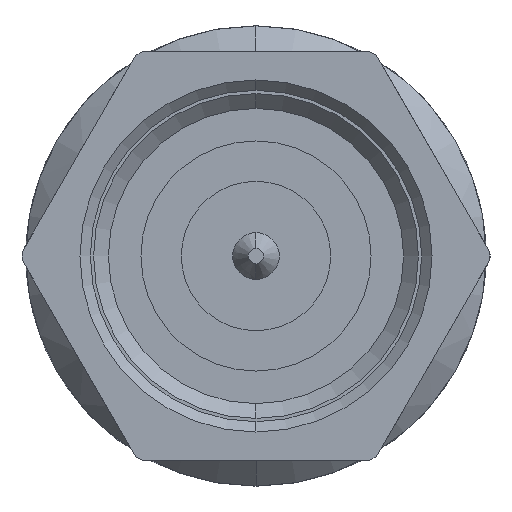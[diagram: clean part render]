
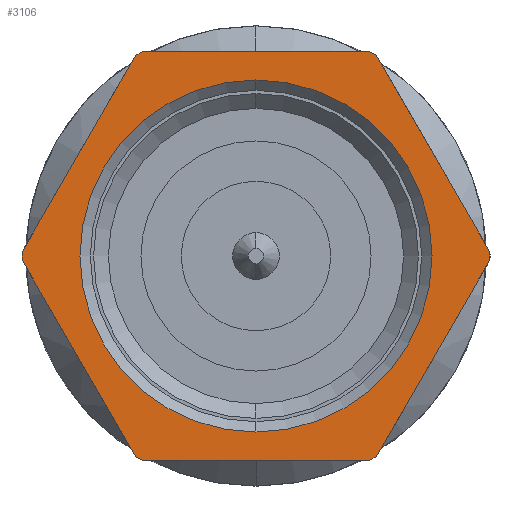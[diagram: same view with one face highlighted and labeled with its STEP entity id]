
A CAD part, left-side view. The second image highlights one B-rep face of the part: STEP entity #3106.
In plain terms, the highlighted planar face has unit normal (-1, 0, 0).
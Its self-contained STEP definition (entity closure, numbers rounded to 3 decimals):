
#77 = CARTESIAN_POINT ( 'NONE',  ( 0., 4.574, -0.077 ) ) ;
#91 = CARTESIAN_POINT ( 'NONE',  ( 0., 0., 3.442 ) ) ;
#155 = DIRECTION ( 'NONE',  ( 1., 0., 0. ) ) ;
#161 = VECTOR ( 'NONE', #2690, 1000. ) ;
#196 = ORIENTED_EDGE ( 'NONE', *, *, #2796, .F. ) ;
#238 = CARTESIAN_POINT ( 'NONE',  ( 0., -3.464, 2. ) ) ;
#258 = ORIENTED_EDGE ( 'NONE', *, *, #2061, .F. ) ;
#267 = CARTESIAN_POINT ( 'NONE',  ( 0., 4.574, 0.077 ) ) ;
#296 = CARTESIAN_POINT ( 'NONE',  ( 0., 0., -3.442 ) ) ;
#391 = CIRCLE ( 'NONE', #2356, 4.575 ) ;
#417 = CARTESIAN_POINT ( 'NONE',  ( 0., -2.354, 3.923 ) ) ;
#438 = LINE ( 'NONE', #2102, #3009 ) ;
#449 = DIRECTION ( 'NONE',  ( 1., 0., 0. ) ) ;
#486 = CARTESIAN_POINT ( 'NONE',  ( 0., 0., 0. ) ) ;
#578 = CIRCLE ( 'NONE', #1797, 4.575 ) ;
#597 = EDGE_CURVE ( 'NONE', #2552, #2042, #391, .T. ) ;
#676 = CIRCLE ( 'NONE', #2980, 4.575 ) ;
#682 = LINE ( 'NONE', #4075, #3364 ) ;
#731 = VERTEX_POINT ( 'NONE', #1526 ) ;
#767 = AXIS2_PLACEMENT_3D ( 'NONE', #486, #2322, #855 ) ;
#780 = CARTESIAN_POINT ( 'NONE',  ( 0., 3.464, 2. ) ) ;
#782 = DIRECTION ( 'NONE',  ( 1., 0., 0. ) ) ;
#819 = VECTOR ( 'NONE', #1988, 1000. ) ;
#855 = DIRECTION ( 'NONE',  ( 0., 0., -1. ) ) ;
#882 = VECTOR ( 'NONE', #3874, 1000. ) ;
#888 = CARTESIAN_POINT ( 'NONE',  ( 0., -4.574, 0.077 ) ) ;
#949 = EDGE_CURVE ( 'NONE', #3523, #731, #3734, .T. ) ;
#1178 = FACE_BOUND ( 'NONE', #3646, .T. ) ;
#1240 = ORIENTED_EDGE ( 'NONE', *, *, #4550, .T. ) ;
#1251 = ORIENTED_EDGE ( 'NONE', *, *, #597, .F. ) ;
#1339 = DIRECTION ( 'NONE',  ( 1., 0., 0. ) ) ;
#1352 = EDGE_CURVE ( 'NONE', #3088, #4054, #2307, .T. ) ;
#1355 = ORIENTED_EDGE ( 'NONE', *, *, #2244, .F. ) ;
#1369 = CARTESIAN_POINT ( 'NONE',  ( 0., 0., 0. ) ) ;
#1462 = VERTEX_POINT ( 'NONE', #1585 ) ;
#1467 = CARTESIAN_POINT ( 'NONE',  ( 0., 2.354, 3.923 ) ) ;
#1471 = LINE ( 'NONE', #780, #4048 ) ;
#1526 = CARTESIAN_POINT ( 'NONE',  ( 0., 2.354, -3.923 ) ) ;
#1585 = CARTESIAN_POINT ( 'NONE',  ( 0., -2.354, -3.923 ) ) ;
#1628 = DIRECTION ( 'NONE',  ( 0., 1., 0. ) ) ;
#1649 = ORIENTED_EDGE ( 'NONE', *, *, #3493, .F. ) ;
#1652 = ORIENTED_EDGE ( 'NONE', *, *, #3992, .F. ) ;
#1718 = DIRECTION ( 'NONE',  ( -1., 0., 0. ) ) ;
#1794 = LINE ( 'NONE', #2128, #882 ) ;
#1797 = AXIS2_PLACEMENT_3D ( 'NONE', #2003, #4464, #2361 ) ;
#1872 = CIRCLE ( 'NONE', #3048, 3.442 ) ;
#1898 = EDGE_CURVE ( 'NONE', #4112, #1462, #438, .T. ) ;
#1956 = DIRECTION ( 'NONE',  ( 1., 0., 0. ) ) ;
#1986 = CARTESIAN_POINT ( 'NONE',  ( 0., 2.221, -4. ) ) ;
#1988 = DIRECTION ( 'NONE',  ( 0., 0.5, 0.866 ) ) ;
#2003 = CARTESIAN_POINT ( 'NONE',  ( 0., 0., 0. ) ) ;
#2042 = VERTEX_POINT ( 'NONE', #267 ) ;
#2061 = EDGE_CURVE ( 'NONE', #731, #2552, #3485, .T. ) ;
#2091 = CIRCLE ( 'NONE', #2498, 4.575 ) ;
#2102 = CARTESIAN_POINT ( 'NONE',  ( 0., -3.464, -2. ) ) ;
#2128 = CARTESIAN_POINT ( 'NONE',  ( 0., 0., 4. ) ) ;
#2161 = VERTEX_POINT ( 'NONE', #888 ) ;
#2225 = VERTEX_POINT ( 'NONE', #2269 ) ;
#2231 = CARTESIAN_POINT ( 'NONE',  ( 0., -4.574, -0.077 ) ) ;
#2242 = CARTESIAN_POINT ( 'NONE',  ( 0., 0., 0. ) ) ;
#2244 = EDGE_CURVE ( 'NONE', #4324, #4400, #1794, .T. ) ;
#2269 = CARTESIAN_POINT ( 'NONE',  ( 0., -2.221, -4. ) ) ;
#2307 = CIRCLE ( 'NONE', #2785, 3.442 ) ;
#2322 = DIRECTION ( 'NONE',  ( 1., 0., 0. ) ) ;
#2356 = AXIS2_PLACEMENT_3D ( 'NONE', #2242, #155, #4368 ) ;
#2361 = DIRECTION ( 'NONE',  ( 0., 0., -1. ) ) ;
#2397 = EDGE_CURVE ( 'NONE', #2042, #4033, #1471, .T. ) ;
#2443 = AXIS2_PLACEMENT_3D ( 'NONE', #1369, #1718, #4167 ) ;
#2498 = AXIS2_PLACEMENT_3D ( 'NONE', #3424, #1339, #3780 ) ;
#2519 = CARTESIAN_POINT ( 'NONE',  ( 0., 2.221, 4. ) ) ;
#2540 = CARTESIAN_POINT ( 'NONE',  ( 0., 0., 0. ) ) ;
#2552 = VERTEX_POINT ( 'NONE', #77 ) ;
#2559 = CARTESIAN_POINT ( 'NONE',  ( 0., -2.221, 4. ) ) ;
#2669 = DIRECTION ( 'NONE',  ( 0., 0., -1. ) ) ;
#2690 = DIRECTION ( 'NONE',  ( 0., -0.5, -0.866 ) ) ;
#2733 = LINE ( 'NONE', #238, #161 ) ;
#2785 = AXIS2_PLACEMENT_3D ( 'NONE', #3652, #2929, #2669 ) ;
#2796 = EDGE_CURVE ( 'NONE', #3224, #2161, #2733, .T. ) ;
#2869 = DIRECTION ( 'NONE',  ( 0., -0.5, 0.866 ) ) ;
#2874 = CARTESIAN_POINT ( 'NONE',  ( 0., 0., 0. ) ) ;
#2892 = DIRECTION ( 'NONE',  ( 0., 0., -1. ) ) ;
#2926 = FACE_OUTER_BOUND ( 'NONE', #3807, .T. ) ;
#2929 = DIRECTION ( 'NONE',  ( 1., 0., 0. ) ) ;
#2980 = AXIS2_PLACEMENT_3D ( 'NONE', #2874, #782, #3223 ) ;
#3009 = VECTOR ( 'NONE', #4205, 1000. ) ;
#3048 = AXIS2_PLACEMENT_3D ( 'NONE', #4058, #1956, #4420 ) ;
#3057 = ORIENTED_EDGE ( 'NONE', *, *, #3573, .F. ) ;
#3088 = VERTEX_POINT ( 'NONE', #296 ) ;
#3106 = ADVANCED_FACE ( 'NONE', ( #2926, #1178 ), #3452, .T. ) ;
#3223 = DIRECTION ( 'NONE',  ( 0., 0., -1. ) ) ;
#3224 = VERTEX_POINT ( 'NONE', #417 ) ;
#3272 = EDGE_CURVE ( 'NONE', #4033, #4324, #3317, .T. ) ;
#3317 = CIRCLE ( 'NONE', #4337, 4.575 ) ;
#3364 = VECTOR ( 'NONE', #1628, 1000. ) ;
#3424 = CARTESIAN_POINT ( 'NONE',  ( 0., 0., 0. ) ) ;
#3452 = PLANE ( 'NONE',  #2443 ) ;
#3485 = LINE ( 'NONE', #4451, #819 ) ;
#3493 = EDGE_CURVE ( 'NONE', #2225, #3523, #682, .T. ) ;
#3523 = VERTEX_POINT ( 'NONE', #1986 ) ;
#3531 = EDGE_CURVE ( 'NONE', #4400, #3224, #578, .T. ) ;
#3573 = EDGE_CURVE ( 'NONE', #1462, #2225, #2091, .T. ) ;
#3617 = ORIENTED_EDGE ( 'NONE', *, *, #3531, .F. ) ;
#3646 = EDGE_LOOP ( 'NONE', ( #1240, #3808 ) ) ;
#3647 = ORIENTED_EDGE ( 'NONE', *, *, #1898, .F. ) ;
#3652 = CARTESIAN_POINT ( 'NONE',  ( 0., 0., 0. ) ) ;
#3666 = ORIENTED_EDGE ( 'NONE', *, *, #3272, .F. ) ;
#3734 = CIRCLE ( 'NONE', #767, 4.575 ) ;
#3780 = DIRECTION ( 'NONE',  ( 0., 0., -1. ) ) ;
#3807 = EDGE_LOOP ( 'NONE', ( #196, #3617, #1355, #3666, #4349, #1251, #258, #4474, #1649, #3057, #3647, #1652 ) ) ;
#3808 = ORIENTED_EDGE ( 'NONE', *, *, #1352, .T. ) ;
#3874 = DIRECTION ( 'NONE',  ( 0., -1., 0. ) ) ;
#3992 = EDGE_CURVE ( 'NONE', #2161, #4112, #676, .T. ) ;
#4033 = VERTEX_POINT ( 'NONE', #1467 ) ;
#4048 = VECTOR ( 'NONE', #2869, 1000. ) ;
#4054 = VERTEX_POINT ( 'NONE', #91 ) ;
#4058 = CARTESIAN_POINT ( 'NONE',  ( 0., 0., 0. ) ) ;
#4075 = CARTESIAN_POINT ( 'NONE',  ( 0., 0., -4. ) ) ;
#4112 = VERTEX_POINT ( 'NONE', #2231 ) ;
#4167 = DIRECTION ( 'NONE',  ( 0., 0., 1. ) ) ;
#4205 = DIRECTION ( 'NONE',  ( 0., 0.5, -0.866 ) ) ;
#4324 = VERTEX_POINT ( 'NONE', #2519 ) ;
#4337 = AXIS2_PLACEMENT_3D ( 'NONE', #2540, #449, #2892 ) ;
#4349 = ORIENTED_EDGE ( 'NONE', *, *, #2397, .F. ) ;
#4368 = DIRECTION ( 'NONE',  ( 0., 0., -1. ) ) ;
#4400 = VERTEX_POINT ( 'NONE', #2559 ) ;
#4420 = DIRECTION ( 'NONE',  ( 0., 0., -1. ) ) ;
#4451 = CARTESIAN_POINT ( 'NONE',  ( 0., 3.464, -2. ) ) ;
#4464 = DIRECTION ( 'NONE',  ( 1., 0., 0. ) ) ;
#4474 = ORIENTED_EDGE ( 'NONE', *, *, #949, .F. ) ;
#4550 = EDGE_CURVE ( 'NONE', #4054, #3088, #1872, .T. ) ;
